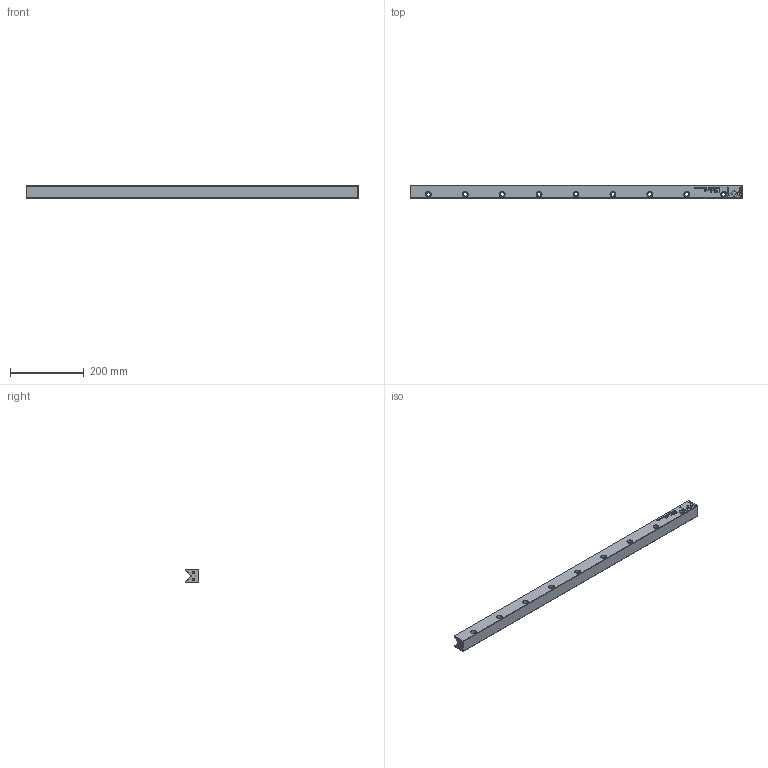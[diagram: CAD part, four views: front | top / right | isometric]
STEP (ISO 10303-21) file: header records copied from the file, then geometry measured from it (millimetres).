
FILE_DESCRIPTION(/* description */ (''),/* implementation_level */ '2;1');
FILE_NAME(/* name */ 'Rail M-6035x900.stp',/* time_stamp */ '2025-01-28T08:04:55+01:00',/* author */ (''),/* organization */ (''),/* preprocessor_version */ 'ST-DEVELOPER v16.7',/* originating_system */ 'SIEMENS PLM Software NX 12.0',/* authorisation */ '');
FILE_SCHEMA (('AUTOMOTIVE_DESIGN { 1 0 10303 214 3 1 1 1 }'));
Length unit declared in the file: millimetre
Products named in the file (1): Rail M-6035x900_step_stp
Bounding box: 900 x 35 x 35 mm (x, y, z)
Volume: 830048.1 mm3; surface area: 150943.8 mm2
Topology: 1 solids, 1 shells, 374 faces, 973 edges, 643 vertices
Faces by surface type: plane 234, bspline 90, cone 26, cylinder 24
Full cylindrical faces by diameter (mm): 5 x4, 10 x9, 15 x9
Entity records: 13558 total; most frequent: CARTESIAN_POINT 3163, ORIENTED_EDGE 1824, DIRECTION 1372, EDGE_CURVE 912, LINE 662, VECTOR 662, VERTEX_POINT 634, EDGE_LOOP 482
